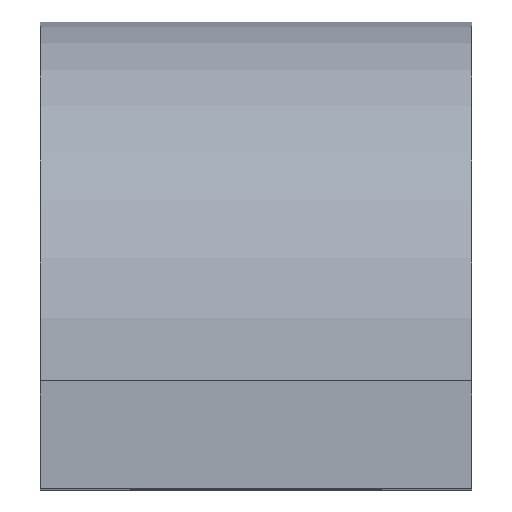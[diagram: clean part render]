
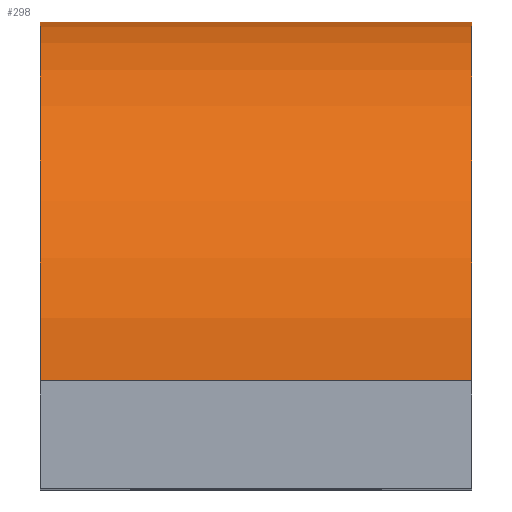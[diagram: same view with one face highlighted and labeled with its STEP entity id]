
A CAD part, top view. The second image highlights one B-rep face of the part: STEP entity #298.
In plain terms, the highlighted cylindrical face has radius 10 mm (diameter 20 mm), a partial arc.
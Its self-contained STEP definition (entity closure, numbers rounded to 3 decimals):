
#6 = ORIENTED_EDGE ( 'NONE', *, *, #249, .F. ) ;
#33 = DIRECTION ( 'NONE',  ( 0., 0., 1. ) ) ;
#44 = AXIS2_PLACEMENT_3D ( 'NONE', #206, #166, #347 ) ;
#65 = VERTEX_POINT ( 'NONE', #358 ) ;
#79 = LINE ( 'NONE', #216, #190 ) ;
#92 = VERTEX_POINT ( 'NONE', #184 ) ;
#100 = CARTESIAN_POINT ( 'NONE',  ( 6., 3., -10. ) ) ;
#105 = CARTESIAN_POINT ( 'NONE',  ( 6., 3., -20. ) ) ;
#108 = AXIS2_PLACEMENT_3D ( 'NONE', #100, #135, #33 ) ;
#126 = CIRCLE ( 'NONE', #418, 10. ) ;
#135 = DIRECTION ( 'NONE',  ( -1., 0., 0. ) ) ;
#138 = EDGE_LOOP ( 'NONE', ( #423, #404, #6, #283 ) ) ;
#166 = DIRECTION ( 'NONE',  ( 1., 0., 0. ) ) ;
#184 = CARTESIAN_POINT ( 'NONE',  ( -6., 3., 0. ) ) ;
#190 = VECTOR ( 'NONE', #428, 1000. ) ;
#204 = CARTESIAN_POINT ( 'NONE',  ( -6., 3., -20. ) ) ;
#206 = CARTESIAN_POINT ( 'NONE',  ( -6., 3., -10. ) ) ;
#211 = CARTESIAN_POINT ( 'NONE',  ( 6., 3., -10. ) ) ;
#216 = CARTESIAN_POINT ( 'NONE',  ( 6., 3., 0. ) ) ;
#222 = CIRCLE ( 'NONE', #44, 10. ) ;
#233 = CARTESIAN_POINT ( 'NONE',  ( 6., 3., -20. ) ) ;
#235 = DIRECTION ( 'NONE',  ( 1., 0., 0. ) ) ;
#246 = VERTEX_POINT ( 'NONE', #204 ) ;
#249 = EDGE_CURVE ( 'NONE', #369, #65, #126, .T. ) ;
#278 = EDGE_CURVE ( 'NONE', #246, #92, #222, .T. ) ;
#283 = ORIENTED_EDGE ( 'NONE', *, *, #318, .T. ) ;
#284 = VECTOR ( 'NONE', #447, 1000. ) ;
#298 = ADVANCED_FACE ( 'NONE', ( #349 ), #443, .T. ) ;
#313 = LINE ( 'NONE', #233, #284 ) ;
#318 = EDGE_CURVE ( 'NONE', #369, #246, #313, .T. ) ;
#347 = DIRECTION ( 'NONE',  ( 0., 0., 1. ) ) ;
#349 = FACE_OUTER_BOUND ( 'NONE', #138, .T. ) ;
#358 = CARTESIAN_POINT ( 'NONE',  ( 6., 3., 0. ) ) ;
#369 = VERTEX_POINT ( 'NONE', #105 ) ;
#404 = ORIENTED_EDGE ( 'NONE', *, *, #449, .F. ) ;
#418 = AXIS2_PLACEMENT_3D ( 'NONE', #211, #235, #419 ) ;
#419 = DIRECTION ( 'NONE',  ( 0., 0., 1. ) ) ;
#423 = ORIENTED_EDGE ( 'NONE', *, *, #278, .T. ) ;
#428 = DIRECTION ( 'NONE',  ( -1., 0., 0. ) ) ;
#443 = CYLINDRICAL_SURFACE ( 'NONE', #108, 10. ) ;
#447 = DIRECTION ( 'NONE',  ( -1., 0., 0. ) ) ;
#449 = EDGE_CURVE ( 'NONE', #65, #92, #79, .T. ) ;
